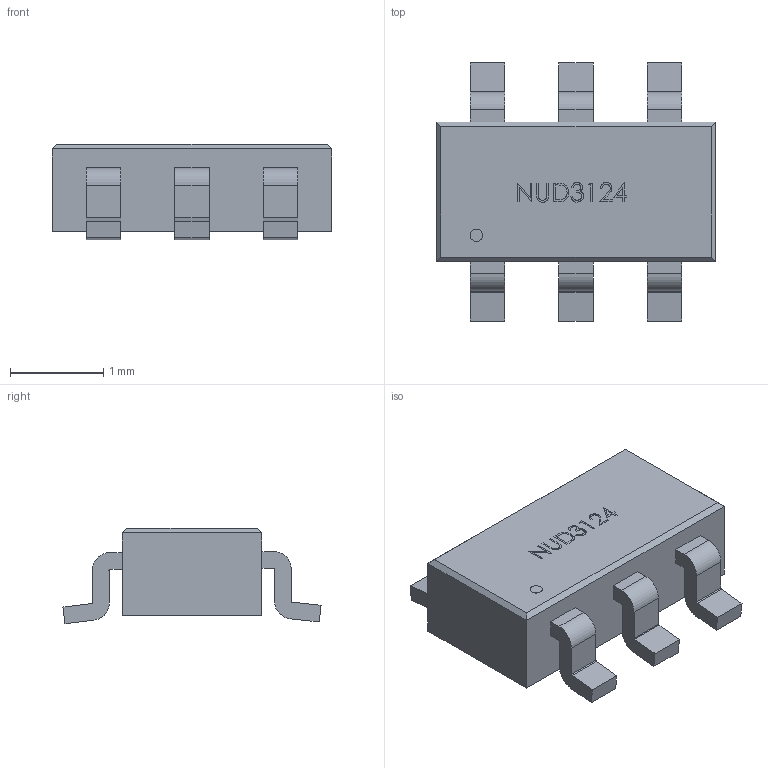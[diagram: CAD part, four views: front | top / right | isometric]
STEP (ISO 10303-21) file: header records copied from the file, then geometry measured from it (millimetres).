
FILE_DESCRIPTION(('FreeCAD Model'),'2;1');
FILE_NAME('User Library-NUD3124.step', '2017-09-12T08:31:18',('kicad StepUp'),('ksu MCAD'), 'Open CASCADE STEP processor 6.8','FreeCAD','Unknown');
FILE_SCHEMA(('AUTOMOTIVE_DESIGN_CC2 { 1 2 10303 214 -1 1 5 4 }'));
Length unit declared in the file: millimetre
Products named in the file (2): ASSEMBLY; User_Library-NUD3124
Assembly tree (1 placements, depth 2):
  ASSEMBLY
    User_Library-NUD3124
Bounding box: 3 x 2.77 x 1.03 mm (x, y, z)
Volume: 4.7 mm3; surface area: 24.4 mm2
Topology: 1 solids, 1 shells, 190 faces, 512 edges, 340 vertices
Faces by surface type: plane 124, bspline 34, cylinder 32
Entity records: 9061 total; most frequent: CARTESIAN_POINT 3094, ORIENTED_EDGE 1024, DIRECTION 824, EDGE_CURVE 512, LINE 380, VECTOR 380, VERTEX_POINT 340, AXIS2_PLACEMENT_3D 222
